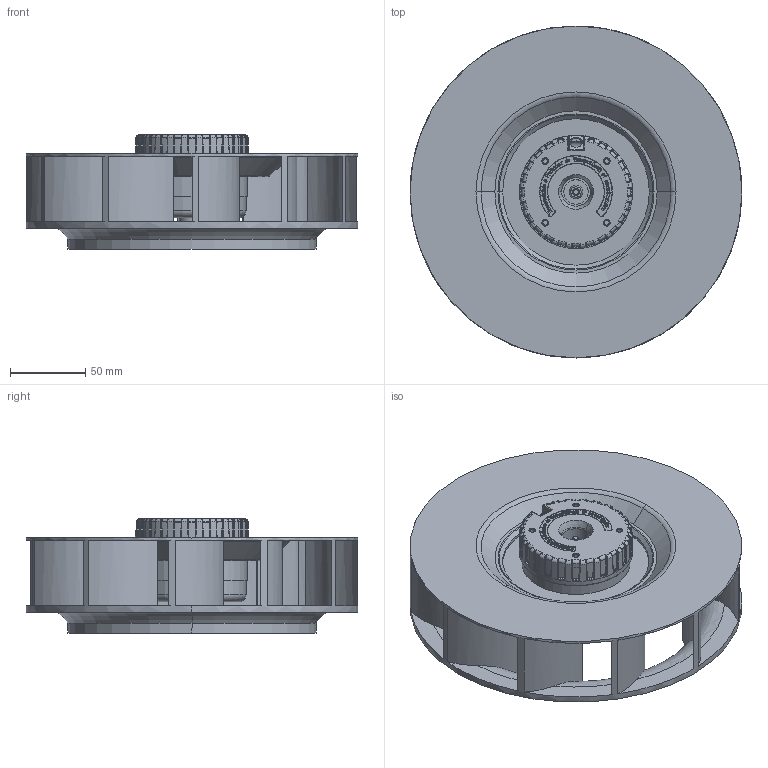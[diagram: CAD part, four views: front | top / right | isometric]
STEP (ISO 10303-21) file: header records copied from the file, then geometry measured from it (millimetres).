
FILE_DESCRIPTION((''),'2;1');
FILE_NAME('ASM0001_ASM','2019-04-15T',('Administrator'),(''),'PRO/ENGINEER BY PARAMETRIC TECHNOLOGY CORPORATION, 2009440','PRO/ENGINEER BY PARAMETRIC TECHNOLOGY CORPORATION, 2009440','');
FILE_SCHEMA(('CONFIG_CONTROL_DESIGN'));
Products named in the file (4): 220SHANYE-72; DIZUO; TIEKE; ASM0001_ASM
Assembly tree (3 placements, depth 2):
  ASM0001_ASM
    220SHANYE-72
    DIZUO
    TIEKE
Bounding box: 220.86 x 220.86 x 76 mm (x, y, z)
Volume: 209362 mm3; surface area: 231180.5 mm2
Topology: 3 solids, 3 shells, 3086 faces, 8497 edges, 5513 vertices
Faces by surface type: plane 2215, bspline 324, cylinder 319, torus 161, cone 67
Entity records: 110933 total; most frequent: CARTESIAN_POINT 35541, ORIENTED_EDGE 16994, DIRECTION 13668, EDGE_CURVE 8497, VECTOR 6018, LINE 6018, VERTEX_POINT 5513, AXIS2_PLACEMENT_3D 3825
